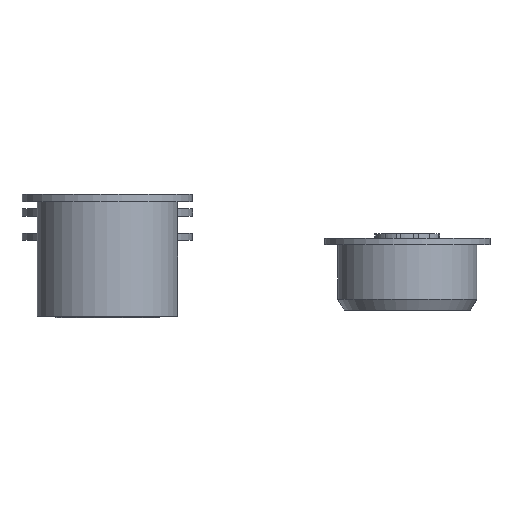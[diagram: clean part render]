
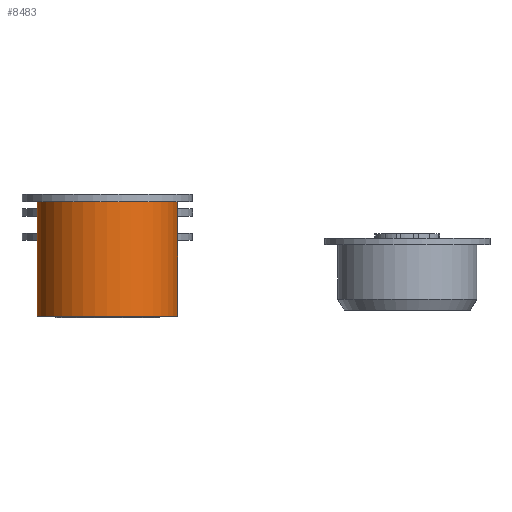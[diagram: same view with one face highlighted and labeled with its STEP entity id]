
A CAD part, left-side view. The second image highlights one B-rep face of the part: STEP entity #8483.
In plain terms, the highlighted cylindrical face has radius 5.818 mm (diameter 11.635 mm), a full revolution.
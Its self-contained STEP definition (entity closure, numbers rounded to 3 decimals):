
#84=CIRCLE('',#8984,5.818);
#85=CIRCLE('',#8985,5.818);
#278=CYLINDRICAL_SURFACE('',#8983,5.818);
#527=FACE_OUTER_BOUND('',#1020,.T.);
#1020=EDGE_LOOP('',(#5740,#5741,#5742,#5743));
#1568=LINE('',#12028,#2352);
#2352=VECTOR('',#9586,5.818);
#3493=VERTEX_POINT('',#12025);
#3494=VERTEX_POINT('',#12027);
#4387=EDGE_CURVE('',#3493,#3493,#84,.T.);
#4388=EDGE_CURVE('',#3493,#3494,#1568,.T.);
#4389=EDGE_CURVE('',#3494,#3494,#85,.T.);
#5740=ORIENTED_EDGE('',*,*,#4387,.T.);
#5741=ORIENTED_EDGE('',*,*,#4388,.T.);
#5742=ORIENTED_EDGE('',*,*,#4389,.T.);
#5743=ORIENTED_EDGE('',*,*,#4388,.F.);
#8483=ADVANCED_FACE('',(#527),#278,.T.);
#8983=AXIS2_PLACEMENT_3D('',#12024,#9582,#9583);
#8984=AXIS2_PLACEMENT_3D('',#12026,#9584,#9585);
#8985=AXIS2_PLACEMENT_3D('',#12029,#9587,#9588);
#9582=DIRECTION('center_axis',(0.,0.,1.));
#9583=DIRECTION('ref_axis',(-1.,0.,0.));
#9584=DIRECTION('center_axis',(0.,0.,-1.));
#9585=DIRECTION('ref_axis',(-1.,0.,0.));
#9586=DIRECTION('',(0.,0.,-1.));
#9587=DIRECTION('center_axis',(0.,0.,1.));
#9588=DIRECTION('ref_axis',(1.,0.,0.));
#12024=CARTESIAN_POINT('Origin',(85.,32.,-1.));
#12025=CARTESIAN_POINT('',(90.818,32.,8.5));
#12026=CARTESIAN_POINT('Origin',(85.,32.,8.5));
#12027=CARTESIAN_POINT('',(90.818,32.,-1.));
#12028=CARTESIAN_POINT('',(90.818,32.,-1.));
#12029=CARTESIAN_POINT('Origin',(85.,32.,-1.));
